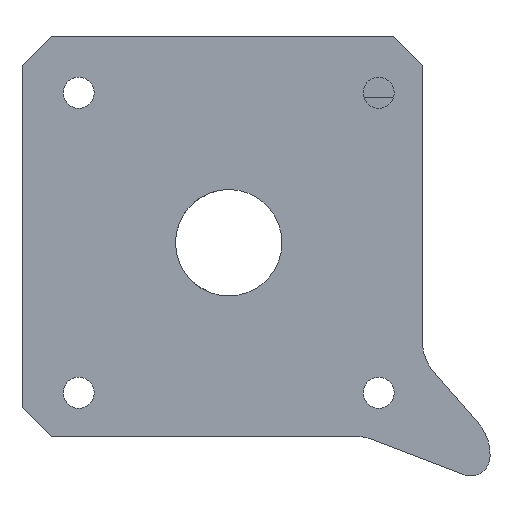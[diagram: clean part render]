
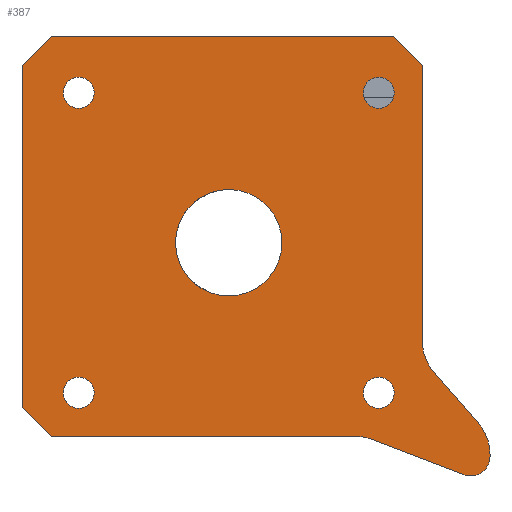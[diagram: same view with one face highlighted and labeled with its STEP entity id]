
A CAD part, front view. The second image highlights one B-rep face of the part: STEP entity #387.
In plain terms, the highlighted planar face has unit normal (0, -1, 0).
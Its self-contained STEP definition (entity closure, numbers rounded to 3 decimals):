
#167=FACE_BOUND('',#715,.T.);
#168=FACE_BOUND('',#716,.T.);
#169=FACE_BOUND('',#717,.T.);
#170=FACE_BOUND('',#718,.T.);
#171=FACE_BOUND('',#719,.T.);
#172=FACE_BOUND('',#720,.T.);
#287=CIRCLE('',#2635,5.5);
#292=CIRCLE('',#2643,5.);
#293=CIRCLE('',#2644,2.);
#294=CIRCLE('',#2645,5.);
#295=CIRCLE('',#2646,5.);
#296=CIRCLE('',#2647,1.6);
#297=CIRCLE('',#2648,1.6);
#298=CIRCLE('',#2649,1.6);
#299=CIRCLE('',#2650,1.6);
#387=ADVANCED_FACE('',(#167,#168,#169,#170,#171,#172),#490,.T.);
#490=PLANE('',#2651);
#715=EDGE_LOOP('',(#1226,#1227,#1228,#1229,#1230,#1231,#1232,#1233,#1234,
#1235,#1236,#1237,#1238,#1239));
#716=EDGE_LOOP('',(#1240));
#717=EDGE_LOOP('',(#1241));
#718=EDGE_LOOP('',(#1242));
#719=EDGE_LOOP('',(#1243));
#720=EDGE_LOOP('',(#1244));
#1226=ORIENTED_EDGE('',*,*,#1974,.F.);
#1227=ORIENTED_EDGE('',*,*,#1975,.F.);
#1228=ORIENTED_EDGE('',*,*,#1932,.F.);
#1229=ORIENTED_EDGE('',*,*,#1976,.T.);
#1230=ORIENTED_EDGE('',*,*,#1928,.F.);
#1231=ORIENTED_EDGE('',*,*,#1977,.T.);
#1232=ORIENTED_EDGE('',*,*,#1978,.F.);
#1233=ORIENTED_EDGE('',*,*,#1979,.T.);
#1234=ORIENTED_EDGE('',*,*,#1980,.F.);
#1235=ORIENTED_EDGE('',*,*,#1981,.T.);
#1236=ORIENTED_EDGE('',*,*,#1982,.F.);
#1237=ORIENTED_EDGE('',*,*,#1983,.T.);
#1238=ORIENTED_EDGE('',*,*,#1984,.F.);
#1239=ORIENTED_EDGE('',*,*,#1985,.F.);
#1240=ORIENTED_EDGE('',*,*,#1986,.F.);
#1241=ORIENTED_EDGE('',*,*,#1987,.F.);
#1242=ORIENTED_EDGE('',*,*,#1988,.F.);
#1243=ORIENTED_EDGE('',*,*,#1989,.F.);
#1244=ORIENTED_EDGE('',*,*,#1963,.F.);
#1643=VERTEX_POINT('',#3892);
#1644=VERTEX_POINT('',#3894);
#1645=VERTEX_POINT('',#3899);
#1646=VERTEX_POINT('',#3901);
#1671=VERTEX_POINT('',#4021);
#1680=VERTEX_POINT('',#4062);
#1681=VERTEX_POINT('',#4063);
#1682=VERTEX_POINT('',#4067);
#1683=VERTEX_POINT('',#4069);
#1684=VERTEX_POINT('',#4071);
#1685=VERTEX_POINT('',#4073);
#1686=VERTEX_POINT('',#4075);
#1687=VERTEX_POINT('',#4077);
#1688=VERTEX_POINT('',#4079);
#1689=VERTEX_POINT('',#4081);
#1690=VERTEX_POINT('',#4084);
#1691=VERTEX_POINT('',#4086);
#1692=VERTEX_POINT('',#4088);
#1693=VERTEX_POINT('',#4090);
#1928=EDGE_CURVE('',#1643,#1644,#2191,.T.);
#1932=EDGE_CURVE('',#1645,#1646,#2195,.T.);
#1963=EDGE_CURVE('',#1671,#1671,#287,.T.);
#1974=EDGE_CURVE('',#1680,#1681,#2217,.T.);
#1975=EDGE_CURVE('',#1646,#1680,#2218,.T.);
#1976=EDGE_CURVE('',#1645,#1644,#2219,.T.);
#1977=EDGE_CURVE('',#1643,#1682,#292,.T.);
#1978=EDGE_CURVE('',#1683,#1682,#2220,.T.);
#1979=EDGE_CURVE('',#1683,#1684,#293,.T.);
#1980=EDGE_CURVE('',#1685,#1684,#2221,.T.);
#1981=EDGE_CURVE('',#1685,#1686,#294,.T.);
#1982=EDGE_CURVE('',#1687,#1686,#2222,.T.);
#1983=EDGE_CURVE('',#1687,#1688,#295,.T.);
#1984=EDGE_CURVE('',#1689,#1688,#2223,.T.);
#1985=EDGE_CURVE('',#1681,#1689,#2224,.T.);
#1986=EDGE_CURVE('',#1690,#1690,#296,.T.);
#1987=EDGE_CURVE('',#1691,#1691,#297,.T.);
#1988=EDGE_CURVE('',#1692,#1692,#298,.T.);
#1989=EDGE_CURVE('',#1693,#1693,#299,.T.);
#2191=LINE('',#3893,#2407);
#2195=LINE('',#3900,#2411);
#2217=LINE('',#4061,#2433);
#2218=LINE('',#4064,#2434);
#2219=LINE('',#4065,#2435);
#2220=LINE('',#4068,#2436);
#2221=LINE('',#4072,#2437);
#2222=LINE('',#4076,#2438);
#2223=LINE('',#4080,#2439);
#2224=LINE('',#4082,#2440);
#2407=VECTOR('',#3136,1.);
#2411=VECTOR('',#3142,1.);
#2433=VECTOR('',#3210,1.);
#2434=VECTOR('',#3211,1.);
#2435=VECTOR('',#3212,1.);
#2436=VECTOR('',#3215,1.);
#2437=VECTOR('',#3218,1.);
#2438=VECTOR('',#3221,1.);
#2439=VECTOR('',#3224,1.);
#2440=VECTOR('',#3225,1.);
#2635=AXIS2_PLACEMENT_3D('',#4020,#3190,#3191);
#2643=AXIS2_PLACEMENT_3D('',#4066,#3213,#3214);
#2644=AXIS2_PLACEMENT_3D('',#4070,#3216,#3217);
#2645=AXIS2_PLACEMENT_3D('',#4074,#3219,#3220);
#2646=AXIS2_PLACEMENT_3D('',#4078,#3222,#3223);
#2647=AXIS2_PLACEMENT_3D('',#4083,#3226,#3227);
#2648=AXIS2_PLACEMENT_3D('',#4085,#3228,#3229);
#2649=AXIS2_PLACEMENT_3D('',#4087,#3230,#3231);
#2650=AXIS2_PLACEMENT_3D('',#4089,#3232,#3233);
#2651=AXIS2_PLACEMENT_3D('',#4091,#3234,#3235);
#3136=DIRECTION('',(-1.,0.,0.));
#3142=DIRECTION('',(0.,0.,1.));
#3190=DIRECTION('',(0.,-1.,0.));
#3191=DIRECTION('',(1.,0.,0.));
#3210=DIRECTION('',(1.,0.,0.));
#3211=DIRECTION('',(0.707,0.,0.707));
#3212=DIRECTION('',(0.707,0.,-0.707));
#3213=DIRECTION('',(0.,1.,0.));
#3214=DIRECTION('',(0.,0.,-1.));
#3215=DIRECTION('',(-0.933,0.,0.359));
#3216=DIRECTION('',(0.,-1.,0.));
#3217=DIRECTION('',(0.,0.,-1.));
#3218=DIRECTION('',(0.,0.,-1.));
#3219=DIRECTION('',(0.,-1.,0.));
#3220=DIRECTION('',(0.,0.,-1.));
#3221=DIRECTION('',(0.659,0.,-0.753));
#3222=DIRECTION('',(0.,1.,0.));
#3223=DIRECTION('',(0.,0.,-1.));
#3224=DIRECTION('',(0.,0.,-1.));
#3225=DIRECTION('',(0.707,0.,-0.707));
#3226=DIRECTION('',(0.,-1.,0.));
#3227=DIRECTION('',(0.,0.,-1.));
#3228=DIRECTION('',(0.,-1.,0.));
#3229=DIRECTION('',(0.,0.,-1.));
#3230=DIRECTION('',(0.,-1.,0.));
#3231=DIRECTION('',(0.,0.,-1.));
#3232=DIRECTION('',(0.,-1.,0.));
#3233=DIRECTION('',(0.,0.,-1.));
#3234=DIRECTION('',(0.,-1.,0.));
#3235=DIRECTION('',(0.,0.,1.));
#3892=CARTESIAN_POINT('',(13.078,2.,-20.));
#3893=CARTESIAN_POINT('',(20.007,2.,-20.));
#3894=CARTESIAN_POINT('',(-18.35,2.,-20.));
#3899=CARTESIAN_POINT('',(-21.35,2.,-17.));
#3900=CARTESIAN_POINT('',(-21.35,2.,15.5));
#3901=CARTESIAN_POINT('',(-21.35,2.,18.35));
#4020=CARTESIAN_POINT('',(0.007,2.,0.));
#4021=CARTESIAN_POINT('',(5.507,2.,0.));
#4061=CARTESIAN_POINT('',(-15.5,2.,21.35));
#4062=CARTESIAN_POINT('',(-18.35,2.,21.35));
#4063=CARTESIAN_POINT('',(17.007,2.,21.35));
#4064=CARTESIAN_POINT('',(-21.35,2.,18.35));
#4065=CARTESIAN_POINT('',(-21.35,2.,-17.));
#4066=CARTESIAN_POINT('',(13.078,2.,-25.));
#4067=CARTESIAN_POINT('',(14.873,2.,-20.333));
#4068=CARTESIAN_POINT('',(27.007,2.,-25.));
#4069=CARTESIAN_POINT('',(24.289,2.,-23.955));
#4070=CARTESIAN_POINT('',(25.007,2.,-22.088));
#4071=CARTESIAN_POINT('',(27.007,2.,-22.088));
#4072=CARTESIAN_POINT('',(27.007,2.,-25.));
#4073=CARTESIAN_POINT('',(27.007,2.,-21.879));
#4074=CARTESIAN_POINT('',(22.007,2.,-21.879));
#4075=CARTESIAN_POINT('',(25.77,2.,-18.586));
#4076=CARTESIAN_POINT('',(27.007,2.,-20.));
#4077=CARTESIAN_POINT('',(21.244,2.,-13.414));
#4078=CARTESIAN_POINT('',(25.007,2.,-10.121));
#4079=CARTESIAN_POINT('',(20.007,2.,-10.121));
#4080=CARTESIAN_POINT('',(20.007,2.,-20.));
#4081=CARTESIAN_POINT('',(20.007,2.,18.35));
#4082=CARTESIAN_POINT('',(17.007,2.,21.35));
#4083=CARTESIAN_POINT('',(15.507,2.,-15.5));
#4084=CARTESIAN_POINT('',(15.507,2.,-17.1));
#4085=CARTESIAN_POINT('',(-15.493,2.,15.5));
#4086=CARTESIAN_POINT('',(-15.493,2.,13.9));
#4087=CARTESIAN_POINT('',(-15.493,2.,-15.5));
#4088=CARTESIAN_POINT('',(-15.493,2.,-17.1));
#4089=CARTESIAN_POINT('',(15.507,2.,15.5));
#4090=CARTESIAN_POINT('',(15.507,2.,13.9));
#4091=CARTESIAN_POINT('',(0.007,2.,0.));
